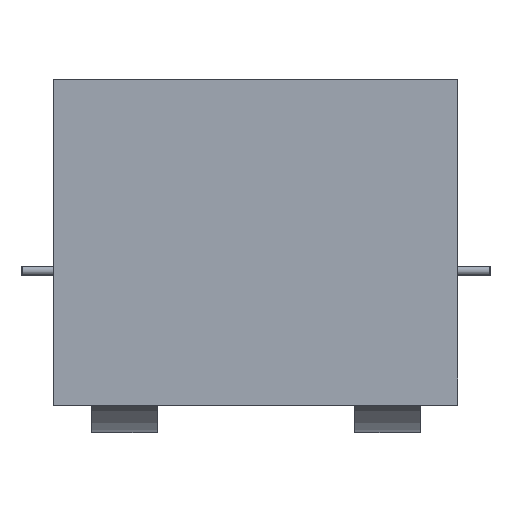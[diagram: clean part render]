
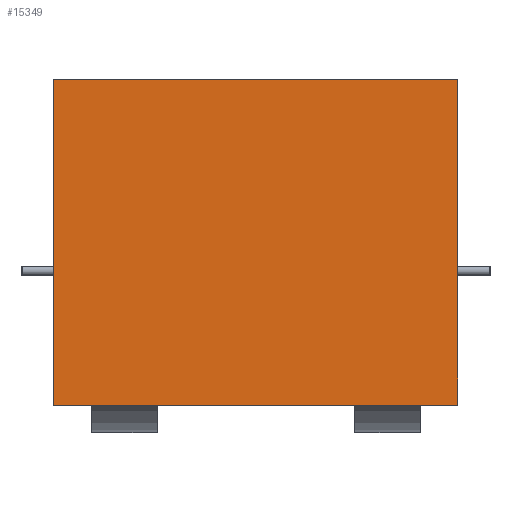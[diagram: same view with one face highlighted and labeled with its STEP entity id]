
A CAD part, top view. The second image highlights one B-rep face of the part: STEP entity #15349.
In plain terms, the highlighted planar face has unit normal (0, 0, 1).
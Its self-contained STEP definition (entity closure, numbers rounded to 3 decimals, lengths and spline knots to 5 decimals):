
#5703=ORIENTED_EDGE('',*,*,#7968,.F.);
#5704=ORIENTED_EDGE('',*,*,#7980,.T.);
#5705=ORIENTED_EDGE('',*,*,#7992,.T.);
#5706=ORIENTED_EDGE('',*,*,#7989,.F.);
#7968=EDGE_CURVE('',#9422,#9423,#10489,.T.);
#7980=EDGE_CURVE('',#9422,#9433,#10493,.T.);
#7989=EDGE_CURVE('',#9423,#9442,#10494,.T.);
#7992=EDGE_CURVE('',#9433,#9442,#10497,.T.);
#9422=VERTEX_POINT('',#45622);
#9423=VERTEX_POINT('',#45624);
#9433=VERTEX_POINT('',#45646);
#9442=VERTEX_POINT('',#45666);
#10489=LINE('',#45623,#11536);
#10493=LINE('',#45647,#11540);
#10494=LINE('',#45665,#11541);
#10497=LINE('',#45671,#11544);
#11536=VECTOR('',#23218,1.);
#11540=VECTOR('',#23240,1.);
#11541=VECTOR('',#23259,1.);
#11544=VECTOR('',#23264,1.);
#12712=EDGE_LOOP('',(#5703,#5704,#5705,#5706));
#13907=FACE_BOUND('',#12712,.T.);
#14500=PLANE('',#19954);
#15349=ADVANCED_FACE('',(#13907),#14500,.T.);
#19954=AXIS2_PLACEMENT_3D('',#45670,#23262,#23263);
#23218=DIRECTION('',(-1.,0.,0.));
#23240=DIRECTION('',(0.,1.,0.));
#23259=DIRECTION('',(0.,1.,0.));
#23262=DIRECTION('',(0.,0.,1.));
#23263=DIRECTION('',(1.,0.,0.));
#23264=DIRECTION('',(-1.,0.,0.));
#45622=CARTESIAN_POINT('',(0.09,-0.06,0.1));
#45623=CARTESIAN_POINT('',(0.,-0.06,0.1));
#45624=CARTESIAN_POINT('',(-0.09,-0.06,0.1));
#45646=CARTESIAN_POINT('',(0.09,0.085,0.1));
#45647=CARTESIAN_POINT('',(0.09,0.,0.1));
#45665=CARTESIAN_POINT('',(-0.09,0.,0.1));
#45666=CARTESIAN_POINT('',(-0.09,0.085,0.1));
#45670=CARTESIAN_POINT('',(0.,0.,0.1));
#45671=CARTESIAN_POINT('',(0.,0.085,0.1));
